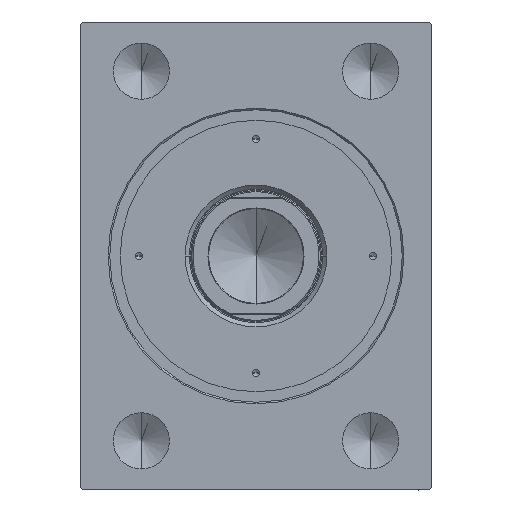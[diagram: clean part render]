
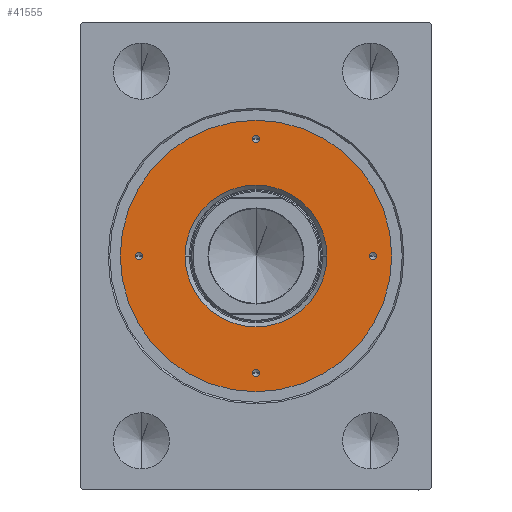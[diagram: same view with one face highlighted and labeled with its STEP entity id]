
A CAD part, left-side view. The second image highlights one B-rep face of the part: STEP entity #41555.
In plain terms, the highlighted face is planar.
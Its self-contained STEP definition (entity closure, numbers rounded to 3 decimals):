
#872 = CARTESIAN_POINT ( 'NONE',  ( 1.5, 50., 15. ) ) ;
#1081 = EDGE_CURVE ( 'NONE', #5929, #40069, #38383, .T. ) ;
#1262 = CIRCLE ( 'NONE', #4125, 1.5 ) ;
#2139 = DIRECTION ( 'NONE',  ( 0., 0., -1. ) ) ;
#2485 = CARTESIAN_POINT ( 'NONE',  ( -48.5, 0., 15. ) ) ;
#2487 = DIRECTION ( 'NONE',  ( 1., 0., 0. ) ) ;
#2884 = VERTEX_POINT ( 'NONE', #21420 ) ;
#2909 = VERTEX_POINT ( 'NONE', #21636 ) ;
#3007 = CARTESIAN_POINT ( 'NONE',  ( -50., 0., 15. ) ) ;
#3439 = ORIENTED_EDGE ( 'NONE', *, *, #19792, .F. ) ;
#3556 = VERTEX_POINT ( 'NONE', #17052 ) ;
#4125 = AXIS2_PLACEMENT_3D ( 'NONE', #6521, #16530, #20092 ) ;
#4740 = AXIS2_PLACEMENT_3D ( 'NONE', #14604, #38643, #8370 ) ;
#5285 = CARTESIAN_POINT ( 'NONE',  ( -58., 0., 15. ) ) ;
#5865 = CARTESIAN_POINT ( 'NONE',  ( 0., 0., 15. ) ) ;
#5929 = VERTEX_POINT ( 'NONE', #7321 ) ;
#5930 = CARTESIAN_POINT ( 'NONE',  ( -30.3, 0., 15. ) ) ;
#6521 = CARTESIAN_POINT ( 'NONE',  ( 0., -50., 15. ) ) ;
#7006 = EDGE_LOOP ( 'NONE', ( #22220, #3439 ) ) ;
#7056 = VERTEX_POINT ( 'NONE', #872 ) ;
#7321 = CARTESIAN_POINT ( 'NONE',  ( -1.5, -50., 15. ) ) ;
#7439 = CARTESIAN_POINT ( 'NONE',  ( -50., 0., 15. ) ) ;
#8287 = CIRCLE ( 'NONE', #4740, 30.3 ) ;
#8323 = AXIS2_PLACEMENT_3D ( 'NONE', #35472, #31919, #35683 ) ;
#8370 = DIRECTION ( 'NONE',  ( 1., 0., 0. ) ) ;
#8477 = ORIENTED_EDGE ( 'NONE', *, *, #28798, .F. ) ;
#8934 = EDGE_CURVE ( 'NONE', #42021, #12940, #35194, .T. ) ;
#9487 = CARTESIAN_POINT ( 'NONE',  ( 50., 0., 15. ) ) ;
#9875 = DIRECTION ( 'NONE',  ( 0., 0., 1. ) ) ;
#9911 = DIRECTION ( 'NONE',  ( 0., 0., 1. ) ) ;
#10279 = FACE_OUTER_BOUND ( 'NONE', #29080, .T. ) ;
#10446 = EDGE_LOOP ( 'NONE', ( #29268, #22583 ) ) ;
#10511 = FACE_BOUND ( 'NONE', #10446, .T. ) ;
#12233 = VERTEX_POINT ( 'NONE', #35775 ) ;
#12421 = CIRCLE ( 'NONE', #35860, 58. ) ;
#12940 = VERTEX_POINT ( 'NONE', #42733 ) ;
#12946 = DIRECTION ( 'NONE',  ( 0., 0., 1. ) ) ;
#13420 = EDGE_CURVE ( 'NONE', #25257, #15149, #8287, .T. ) ;
#13607 = PLANE ( 'NONE',  #21922 ) ;
#14165 = DIRECTION ( 'NONE',  ( 1., 0., 0. ) ) ;
#14604 = CARTESIAN_POINT ( 'NONE',  ( 0., 0., 15. ) ) ;
#15149 = VERTEX_POINT ( 'NONE', #25324 ) ;
#15896 = DIRECTION ( 'NONE',  ( 1., 0., 0. ) ) ;
#16352 = DIRECTION ( 'NONE',  ( 1., 0., 0. ) ) ;
#16530 = DIRECTION ( 'NONE',  ( 0., 0., 1. ) ) ;
#16959 = CARTESIAN_POINT ( 'NONE',  ( 0., 0., 15. ) ) ;
#16990 = DIRECTION ( 'NONE',  ( 1., 0., 0. ) ) ;
#17052 = CARTESIAN_POINT ( 'NONE',  ( -1.5, 50., 15. ) ) ;
#17174 = DIRECTION ( 'NONE',  ( 1., 0., 0. ) ) ;
#18098 = AXIS2_PLACEMENT_3D ( 'NONE', #7439, #21018, #34591 ) ;
#18333 = CIRCLE ( 'NONE', #24757, 1.5 ) ;
#19629 = FACE_BOUND ( 'NONE', #22807, .T. ) ;
#19693 = CARTESIAN_POINT ( 'NONE',  ( 0., 0., 15. ) ) ;
#19792 = EDGE_CURVE ( 'NONE', #2909, #34075, #35673, .T. ) ;
#19950 = EDGE_LOOP ( 'NONE', ( #24191, #22520 ) ) ;
#20092 = DIRECTION ( 'NONE',  ( 1., 0., 0. ) ) ;
#21018 = DIRECTION ( 'NONE',  ( 0., 0., 1. ) ) ;
#21420 = CARTESIAN_POINT ( 'NONE',  ( 48.5, 0., 15. ) ) ;
#21636 = CARTESIAN_POINT ( 'NONE',  ( -51.5, 0., 15. ) ) ;
#21716 = ORIENTED_EDGE ( 'NONE', *, *, #31209, .T. ) ;
#21834 = CIRCLE ( 'NONE', #8323, 1.5 ) ;
#21922 = AXIS2_PLACEMENT_3D ( 'NONE', #16959, #12946, #17174 ) ;
#22035 = AXIS2_PLACEMENT_3D ( 'NONE', #34167, #24366, #37950 ) ;
#22220 = ORIENTED_EDGE ( 'NONE', *, *, #27781, .F. ) ;
#22520 = ORIENTED_EDGE ( 'NONE', *, *, #1081, .F. ) ;
#22583 = ORIENTED_EDGE ( 'NONE', *, *, #13420, .T. ) ;
#22807 = EDGE_LOOP ( 'NONE', ( #8477, #23336 ) ) ;
#23336 = ORIENTED_EDGE ( 'NONE', *, *, #37189, .F. ) ;
#23829 = AXIS2_PLACEMENT_3D ( 'NONE', #33487, #9911, #16352 ) ;
#23886 = EDGE_CURVE ( 'NONE', #15149, #25257, #25215, .T. ) ;
#24191 = ORIENTED_EDGE ( 'NONE', *, *, #38891, .F. ) ;
#24366 = DIRECTION ( 'NONE',  ( 0., 0., 1. ) ) ;
#24522 = EDGE_CURVE ( 'NONE', #12233, #2884, #27349, .T. ) ;
#24757 = AXIS2_PLACEMENT_3D ( 'NONE', #32742, #32301, #2487 ) ;
#25008 = EDGE_LOOP ( 'NONE', ( #37401, #40508 ) ) ;
#25215 = CIRCLE ( 'NONE', #42975, 30.3 ) ;
#25257 = VERTEX_POINT ( 'NONE', #5930 ) ;
#25324 = CARTESIAN_POINT ( 'NONE',  ( 30.3, 0., 15. ) ) ;
#25533 = DIRECTION ( 'NONE',  ( 1., 0., 0. ) ) ;
#27349 = CIRCLE ( 'NONE', #31605, 1.5 ) ;
#27781 = EDGE_CURVE ( 'NONE', #34075, #2909, #41543, .T. ) ;
#28798 = EDGE_CURVE ( 'NONE', #7056, #3556, #43008, .T. ) ;
#29080 = EDGE_LOOP ( 'NONE', ( #42830, #21716 ) ) ;
#29268 = ORIENTED_EDGE ( 'NONE', *, *, #23886, .T. ) ;
#29750 = DIRECTION ( 'NONE',  ( 0., 0., 1. ) ) ;
#30309 = FACE_BOUND ( 'NONE', #7006, .T. ) ;
#31209 = EDGE_CURVE ( 'NONE', #12940, #42021, #12421, .T. ) ;
#31605 = AXIS2_PLACEMENT_3D ( 'NONE', #9487, #29750, #25533 ) ;
#31919 = DIRECTION ( 'NONE',  ( 0., 0., 1. ) ) ;
#32301 = DIRECTION ( 'NONE',  ( 0., 0., 1. ) ) ;
#32742 = CARTESIAN_POINT ( 'NONE',  ( 50., 0., 15. ) ) ;
#33487 = CARTESIAN_POINT ( 'NONE',  ( 0., 50., 15. ) ) ;
#33992 = CARTESIAN_POINT ( 'NONE',  ( 0., 0., 15. ) ) ;
#34075 = VERTEX_POINT ( 'NONE', #2485 ) ;
#34167 = CARTESIAN_POINT ( 'NONE',  ( 0., -50., 15. ) ) ;
#34591 = DIRECTION ( 'NONE',  ( 1., 0., 0. ) ) ;
#35194 = CIRCLE ( 'NONE', #39448, 58. ) ;
#35472 = CARTESIAN_POINT ( 'NONE',  ( 0., 50., 15. ) ) ;
#35673 = CIRCLE ( 'NONE', #38541, 1.5 ) ;
#35683 = DIRECTION ( 'NONE',  ( 1., 0., 0. ) ) ;
#35775 = CARTESIAN_POINT ( 'NONE',  ( 51.5, 0., 15. ) ) ;
#35860 = AXIS2_PLACEMENT_3D ( 'NONE', #33992, #37317, #14165 ) ;
#37189 = EDGE_CURVE ( 'NONE', #3556, #7056, #21834, .T. ) ;
#37317 = DIRECTION ( 'NONE',  ( 0., 0., 1. ) ) ;
#37401 = ORIENTED_EDGE ( 'NONE', *, *, #24522, .F. ) ;
#37434 = FACE_BOUND ( 'NONE', #19950, .T. ) ;
#37950 = DIRECTION ( 'NONE',  ( 1., 0., 0. ) ) ;
#38383 = CIRCLE ( 'NONE', #22035, 1.5 ) ;
#38541 = AXIS2_PLACEMENT_3D ( 'NONE', #3007, #43504, #39936 ) ;
#38643 = DIRECTION ( 'NONE',  ( 0., 0., -1. ) ) ;
#38891 = EDGE_CURVE ( 'NONE', #40069, #5929, #1262, .T. ) ;
#39448 = AXIS2_PLACEMENT_3D ( 'NONE', #5865, #9875, #16990 ) ;
#39688 = EDGE_CURVE ( 'NONE', #2884, #12233, #18333, .T. ) ;
#39936 = DIRECTION ( 'NONE',  ( 1., 0., 0. ) ) ;
#40069 = VERTEX_POINT ( 'NONE', #41951 ) ;
#40508 = ORIENTED_EDGE ( 'NONE', *, *, #39688, .F. ) ;
#41543 = CIRCLE ( 'NONE', #18098, 1.5 ) ;
#41555 = ADVANCED_FACE ( 'NONE', ( #30309, #19629, #43440, #37434, #10511, #10279 ), #13607, .T. ) ;
#41951 = CARTESIAN_POINT ( 'NONE',  ( 1.5, -50., 15. ) ) ;
#42021 = VERTEX_POINT ( 'NONE', #5285 ) ;
#42733 = CARTESIAN_POINT ( 'NONE',  ( 58., 0., 15. ) ) ;
#42830 = ORIENTED_EDGE ( 'NONE', *, *, #8934, .T. ) ;
#42975 = AXIS2_PLACEMENT_3D ( 'NONE', #19693, #2139, #15896 ) ;
#43008 = CIRCLE ( 'NONE', #23829, 1.5 ) ;
#43440 = FACE_BOUND ( 'NONE', #25008, .T. ) ;
#43504 = DIRECTION ( 'NONE',  ( 0., 0., 1. ) ) ;
